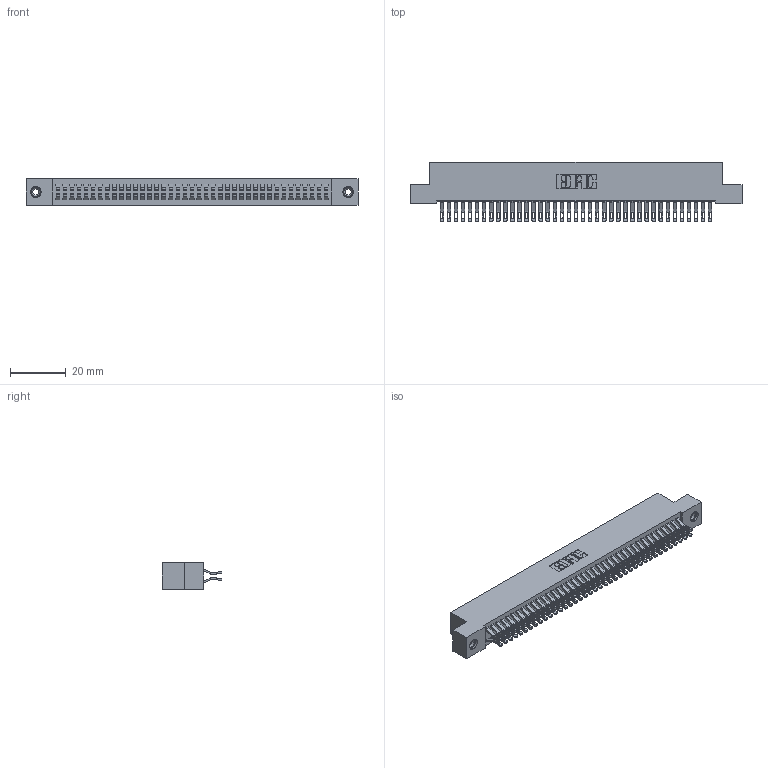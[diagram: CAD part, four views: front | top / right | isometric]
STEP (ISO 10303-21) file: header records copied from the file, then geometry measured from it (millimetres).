
FILE_DESCRIPTION (( 'STEP AP203' ), '1' );
FILE_NAME ('392-078-555-208.STEP', '2019-10-09T14:09:16', ( '' ), ( '' ), 'SwSTEP 2.0', 'SolidWorks 2016', '' );
FILE_SCHEMA (( 'CONFIG_CONTROL_DESIGN' ));
Length unit declared in the file: inch
Products named in the file (4): 392-078-555-208; 342 Part_TI; 345-292-001_555 Tail; 345-250-001_345-250-003-102
Assembly tree (81 placements, depth 2):
  392-078-555-208
    342 Part_TI
    345-292-001_555 Tail  x78
    345-250-001_345-250-003-102  x2
Bounding box: 119.38 x 21.47 x 9.4 mm (x, y, z)
Volume: 10923.2 mm3; surface area: 18471.2 mm2
Topology: 81 solids, 81 shells, 4694 faces, 14709 edges, 9798 vertices
Faces by surface type: plane 2750, cylinder 1928, cone 12, torus 4
Entity records: 26858 total; most frequent: CARTESIAN_POINT 4471, ORIENTED_EDGE 4370, DIRECTION 3827, EDGE_CURVE 2185, LINE 2017, VECTOR 2017, VERTEX_POINT 1452, AXIS2_PLACEMENT_3D 905
